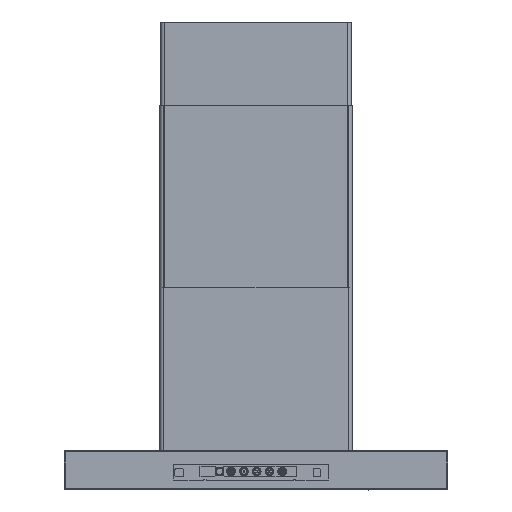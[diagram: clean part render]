
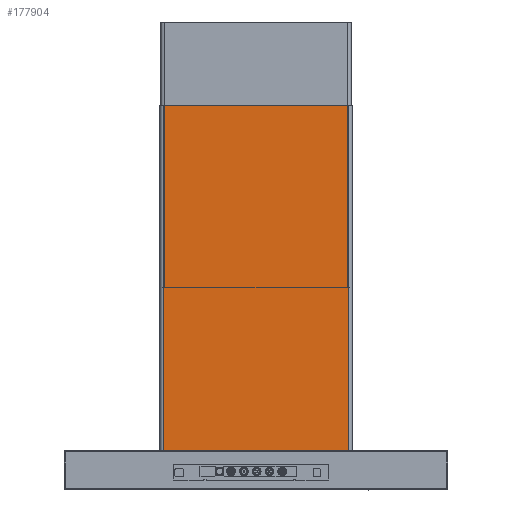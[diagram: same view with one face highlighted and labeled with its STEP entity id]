
A CAD part, top view. The second image highlights one B-rep face of the part: STEP entity #177904.
In plain terms, the highlighted planar face has unit normal (0, 0, 1).
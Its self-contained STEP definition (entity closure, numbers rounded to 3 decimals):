
#174723=DIRECTION('',(1.,0.,0.));
#174724=VECTOR('',#174723,290.);
#174725=CARTESIAN_POINT('',(-145.,-272.5,0.));
#174726=LINE('',#174725,#174724);
#174735=DIRECTION('',(0.,1.,0.));
#174736=VECTOR('',#174735,545.);
#174737=CARTESIAN_POINT('',(-145.,-272.5,0.));
#174738=LINE('',#174737,#174736);
#174739=DIRECTION('',(1.,0.,0.));
#174740=VECTOR('',#174739,290.);
#174741=CARTESIAN_POINT('',(-145.,272.5,0.));
#174742=LINE('',#174741,#174740);
#174773=DIRECTION('',(0.,1.,0.));
#174774=VECTOR('',#174773,545.);
#174775=CARTESIAN_POINT('',(145.,-272.5,0.));
#174776=LINE('',#174775,#174774);
#175747=CARTESIAN_POINT('',(-145.,-272.5,0.));
#175748=VERTEX_POINT('',#175747);
#175749=CARTESIAN_POINT('',(-145.,272.5,0.));
#175750=VERTEX_POINT('',#175749);
#175751=CARTESIAN_POINT('',(145.,-272.5,0.));
#175752=VERTEX_POINT('',#175751);
#175753=CARTESIAN_POINT('',(145.,272.5,0.));
#175754=VERTEX_POINT('',#175753);
#177891=CARTESIAN_POINT('',(-145.,-272.5,0.));
#177892=DIRECTION('',(0.,0.,1.));
#177893=DIRECTION('',(1.,0.,0.));
#177894=AXIS2_PLACEMENT_3D('',#177891,#177892,#177893);
#177895=PLANE('',#177894);
#177896=ORIENTED_EDGE('',*,*,#177881,.F.);
#177897=ORIENTED_EDGE('',*,*,#177857,.T.);
#177899=ORIENTED_EDGE('',*,*,#177898,.T.);
#177901=ORIENTED_EDGE('',*,*,#177900,.F.);
#177902=EDGE_LOOP('',(#177896,#177897,#177899,#177901));
#177903=FACE_OUTER_BOUND('',#177902,.F.);
#177904=ADVANCED_FACE('',(#177903),#177895,.T.);
#177857=EDGE_CURVE('',#175748,#175750,#174738,.T.);
#177881=EDGE_CURVE('',#175748,#175752,#174726,.T.);
#177898=EDGE_CURVE('',#175750,#175754,#174742,.T.);
#177900=EDGE_CURVE('',#175752,#175754,#174776,.T.);
